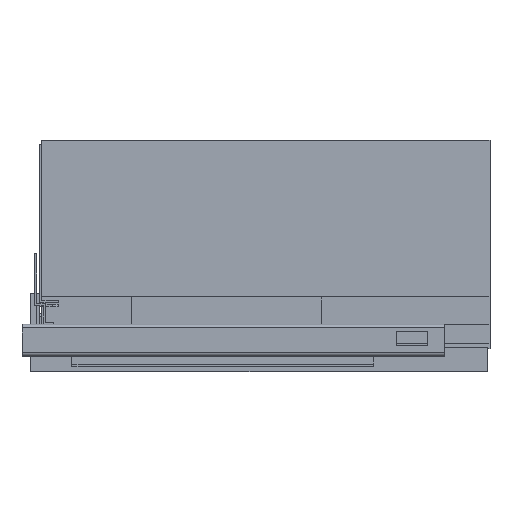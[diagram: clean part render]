
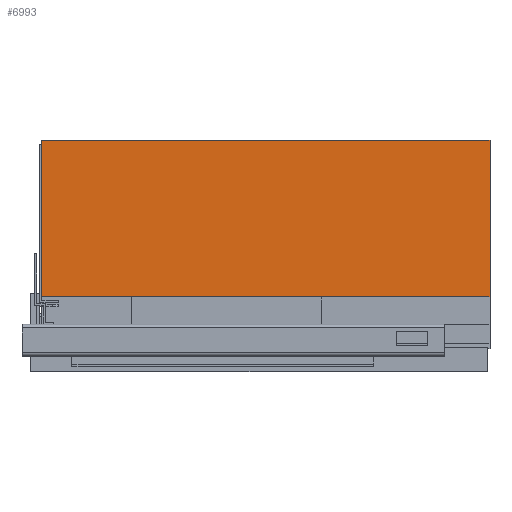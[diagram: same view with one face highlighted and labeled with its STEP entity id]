
A CAD part, top view. The second image highlights one B-rep face of the part: STEP entity #6993.
In plain terms, the highlighted planar face has unit normal (0, 0, 1).
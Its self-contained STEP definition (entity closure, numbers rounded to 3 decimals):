
#347 = CARTESIAN_POINT ( 'NONE',  ( -260., 121., 13.5 ) ) ;
#585 = DIRECTION ( 'NONE',  ( 0., -1., 0. ) ) ;
#921 = CARTESIAN_POINT ( 'NONE',  ( 0., 30., 13.5 ) ) ;
#1279 = CARTESIAN_POINT ( 'NONE',  ( -260., 121., 13.5 ) ) ;
#1313 = DIRECTION ( 'NONE',  ( 0., -1., 0. ) ) ;
#1814 = EDGE_LOOP ( 'NONE', ( #3997, #3767, #8767, #7494 ) ) ;
#2000 = CARTESIAN_POINT ( 'NONE',  ( -260., 121., 13.5 ) ) ;
#2156 = PLANE ( 'NONE',  #8921 ) ;
#2427 = LINE ( 'NONE', #5243, #6681 ) ;
#2949 = EDGE_CURVE ( 'NONE', #5141, #8234, #4106, .T. ) ;
#3164 = EDGE_CURVE ( 'NONE', #6882, #5141, #5250, .T. ) ;
#3511 = EDGE_CURVE ( 'NONE', #6882, #6425, #5505, .T. ) ;
#3549 = DIRECTION ( 'NONE',  ( 0., -1., 0. ) ) ;
#3767 = ORIENTED_EDGE ( 'NONE', *, *, #3164, .F. ) ;
#3997 = ORIENTED_EDGE ( 'NONE', *, *, #2949, .F. ) ;
#4106 = LINE ( 'NONE', #6919, #7480 ) ;
#4186 = DIRECTION ( 'NONE',  ( 0., 0., 1. ) ) ;
#4860 = EDGE_CURVE ( 'NONE', #6425, #8234, #2427, .T. ) ;
#5141 = VERTEX_POINT ( 'NONE', #5726 ) ;
#5243 = CARTESIAN_POINT ( 'NONE',  ( -260., 30., 13.5 ) ) ;
#5250 = LINE ( 'NONE', #347, #6629 ) ;
#5505 = LINE ( 'NONE', #2000, #5743 ) ;
#5726 = CARTESIAN_POINT ( 'NONE',  ( 0., 121., 13.5 ) ) ;
#5743 = VECTOR ( 'NONE', #1313, 1000. ) ;
#6425 = VERTEX_POINT ( 'NONE', #8514 ) ;
#6629 = VECTOR ( 'NONE', #7888, 1000. ) ;
#6681 = VECTOR ( 'NONE', #8798, 1000. ) ;
#6882 = VERTEX_POINT ( 'NONE', #8952 ) ;
#6919 = CARTESIAN_POINT ( 'NONE',  ( 0., 121., 13.5 ) ) ;
#6960 = FACE_OUTER_BOUND ( 'NONE', #1814, .T. ) ;
#6993 = ADVANCED_FACE ( 'NONE', ( #6960 ), #2156, .T. ) ;
#7480 = VECTOR ( 'NONE', #585, 1000. ) ;
#7494 = ORIENTED_EDGE ( 'NONE', *, *, #4860, .T. ) ;
#7888 = DIRECTION ( 'NONE',  ( 1., 0., 0. ) ) ;
#8234 = VERTEX_POINT ( 'NONE', #921 ) ;
#8514 = CARTESIAN_POINT ( 'NONE',  ( -260., 30., 13.5 ) ) ;
#8767 = ORIENTED_EDGE ( 'NONE', *, *, #3511, .T. ) ;
#8798 = DIRECTION ( 'NONE',  ( 1., 0., 0. ) ) ;
#8921 = AXIS2_PLACEMENT_3D ( 'NONE', #1279, #4186, #3549 ) ;
#8952 = CARTESIAN_POINT ( 'NONE',  ( -260., 121., 13.5 ) ) ;
